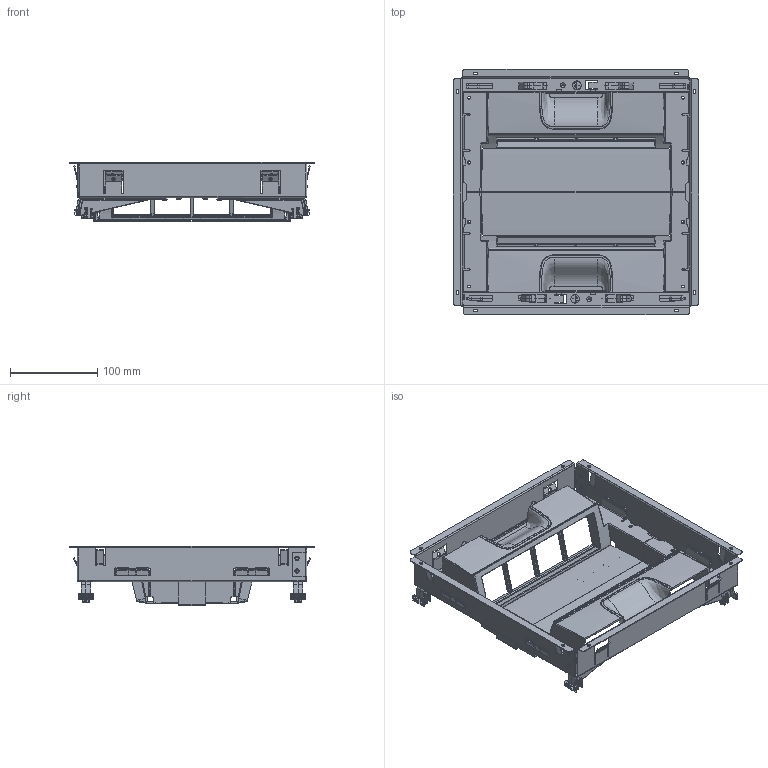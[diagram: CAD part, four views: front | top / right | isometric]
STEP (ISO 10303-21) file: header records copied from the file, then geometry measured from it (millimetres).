
FILE_DESCRIPTION(('CATIA V5 STEP Exchange','CAx-IF Rec.Pracs.--- Model Styling and Organization---1.4--- 2014-01-23'),'2;1');
FILE_NAME('088025.stp','2019-02-12T06:49:13+00:00',('none'),('none'),'CATIA Version 5-6 Release 2017 SP3','CATIA V5 STEP AP214','none');
FILE_SCHEMA(('AUTOMOTIVE_DESIGN { 1 0 10303 214 1 1 1 1 }'));
Length unit declared in the file: millimetre
Products named in the file (8): A010564_A; A008759_A_As-mixed frame floor box 16/24 Mod; D006050_A-mixed frame 16/24 MOD; 17031-MOD-04_mixed frame 16/24 MOD_demieX2; Part12; D004806_A; D004944_A_Vertical Support Mosaic; Crossing fingers
Assembly tree (13 placements, depth 4):
  A010564_A
    A008759_A_As-mixed frame floor box 16/24 Mod
      D006050_A-mixed frame 16/24 MOD
        17031-MOD-04_mixed frame 16/24 MOD_demieX2  x2
        Part12
      D004806_A  x4
    D004944_A_Vertical Support Mosaic  x2
    Crossing fingers  x2
Bounding box: 281.3 x 281.3 x 67.7 mm (x, y, z)
Volume: 249768.9 mm3; surface area: 374279.1 mm2
Topology: 11 solids, 11 shells, 7324 faces, 18960 edges, 11102 vertices
Faces by surface type: plane 3112, cylinder 2232, bspline 1122, sphere 608, cone 156, torus 80, extrusion 14
Entity records: 112810 total; most frequent: CARTESIAN_POINT 48875, ORIENTED_EDGE 15354, DIRECTION 9272, EDGE_CURVE 7677, VERTEX_POINT 4708, VECTOR 3758, LINE 3751, AXIS2_PLACEMENT_3D 3316
